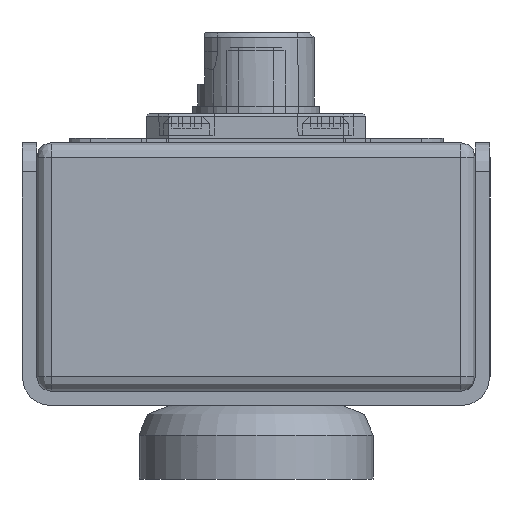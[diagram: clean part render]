
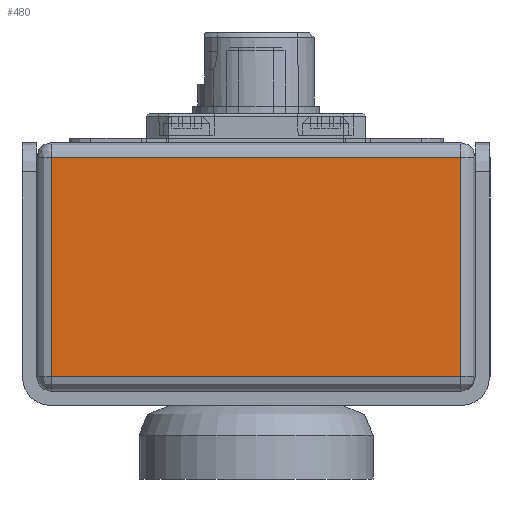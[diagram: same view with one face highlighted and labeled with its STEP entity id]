
A CAD part, left-side view. The second image highlights one B-rep face of the part: STEP entity #480.
In plain terms, the highlighted planar face has unit normal (-1, 0, 0).
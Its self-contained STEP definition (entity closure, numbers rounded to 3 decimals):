
#480 = ADVANCED_FACE( '', ( #1226 ), #1227, .F. );
#1226 = FACE_OUTER_BOUND( '', #2322, .T. );
#1227 = PLANE( '', #2323 );
#2322 = EDGE_LOOP( '', ( #3588, #3589, #3590, #3591 ) );
#2323 = AXIS2_PLACEMENT_3D( '', #3592, #3593, #3594 );
#3588 = ORIENTED_EDGE( '', *, *, #6112, .T. );
#3589 = ORIENTED_EDGE( '', *, *, #6113, .T. );
#3590 = ORIENTED_EDGE( '', *, *, #6104, .T. );
#3591 = ORIENTED_EDGE( '', *, *, #6114, .T. );
#3592 = CARTESIAN_POINT( '', ( -42., -15., -17. ) );
#3593 = DIRECTION( '', ( 1., 0., 0. ) );
#3594 = DIRECTION( '', ( 0., -1., 0. ) );
#6104 = EDGE_CURVE( '', #7162, #7276, #7277, .F. );
#6112 = EDGE_CURVE( '', #7287, #7288, #7289, .T. );
#6113 = EDGE_CURVE( '', #7288, #7162, #7290, .T. );
#6114 = EDGE_CURVE( '', #7276, #7287, #7291, .F. );
#7162 = VERTEX_POINT( '', #8730 );
#7276 = VERTEX_POINT( '', #8894 );
#7277 = LINE( '', #8895, #8896 );
#7287 = VERTEX_POINT( '', #8908 );
#7288 = VERTEX_POINT( '', #8909 );
#7289 = LINE( '', #8910, #8911 );
#7290 = LINE( '', #8912, #8913 );
#7291 = LINE( '', #8914, #8915 );
#8730 = CARTESIAN_POINT( '', ( -42., 14., -1. ) );
#8894 = CARTESIAN_POINT( '', ( -42., 14., -16. ) );
#8895 = CARTESIAN_POINT( '', ( -42., 14., -17. ) );
#8896 = VECTOR( '', #10696, 1000. );
#8908 = CARTESIAN_POINT( '', ( -42., -14., -16. ) );
#8909 = CARTESIAN_POINT( '', ( -42., -14., -1. ) );
#8910 = CARTESIAN_POINT( '', ( -42., -14., -17. ) );
#8911 = VECTOR( '', #10708, 1000. );
#8912 = CARTESIAN_POINT( '', ( -42., -15., -1. ) );
#8913 = VECTOR( '', #10709, 1000. );
#8914 = CARTESIAN_POINT( '', ( -42., -14., -16. ) );
#8915 = VECTOR( '', #10710, 1000. );
#10696 = DIRECTION( '', ( 0., 0., 1. ) );
#10708 = DIRECTION( '', ( 0., 0., 1. ) );
#10709 = DIRECTION( '', ( 0., 1., 0. ) );
#10710 = DIRECTION( '', ( 0., 1., 0. ) );
